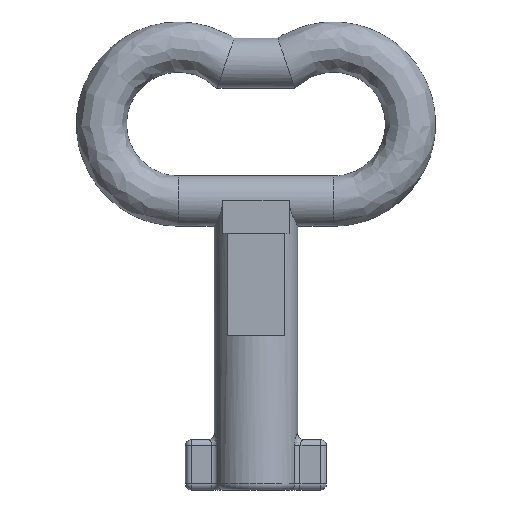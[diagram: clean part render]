
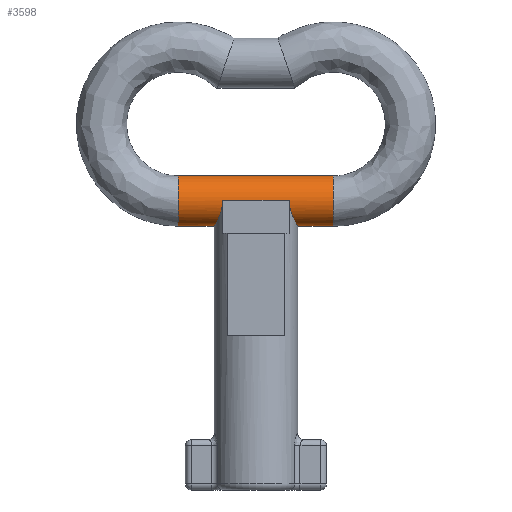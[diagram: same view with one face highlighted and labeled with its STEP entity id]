
A CAD part, front view. The second image highlights one B-rep face of the part: STEP entity #3598.
In plain terms, the highlighted cylindrical face has radius 2.5 mm (diameter 5 mm), a partial arc.
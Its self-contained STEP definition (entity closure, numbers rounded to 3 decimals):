
#11 = CARTESIAN_POINT ( 'NONE',  ( 3.645, -1.986, 27.173 ) ) ;
#21 = DIRECTION ( 'NONE',  ( 1., 0., 0. ) ) ;
#116 = B_SPLINE_CURVE_WITH_KNOTS ( 'NONE', 3,
 ( #2693, #1704, #2722, #556, #2797, #3146, #4237, #2003, #3104, #991, #3941, #1435, #3642, #3894, #3595, #2885 ),
 .UNSPECIFIED., .F., .F.,
 ( 4, 2, 2, 2, 2, 2, 2, 4 ),
 ( 0.004, 0.005, 0.005, 0.006, 0.006, 0.007, 0.007, 0.008 ),
 .UNSPECIFIED. ) ;
#158 = DIRECTION ( 'NONE',  ( 0., 0., 1. ) ) ;
#159 = EDGE_CURVE ( 'NONE', #404, #2794, #1915, .T. ) ;
#179 = CARTESIAN_POINT ( 'NONE',  ( 4.15, 0., 26.2 ) ) ;
#198 = VECTOR ( 'NONE', #2023, 1000. ) ;
#253 = EDGE_CURVE ( 'NONE', #3633, #1520, #3785, .T. ) ;
#311 = EDGE_CURVE ( 'NONE', #4362, #1939, #424, .T. ) ;
#324 = CARTESIAN_POINT ( 'NONE',  ( 3.961, -1.276, 26.525 ) ) ;
#356 = LINE ( 'NONE', #748, #4603 ) ;
#384 = LINE ( 'NONE', #1436, #1886 ) ;
#404 = VERTEX_POINT ( 'NONE', #179 ) ;
#424 = CIRCLE ( 'NONE', #2787, 2.5 ) ;
#474 = CARTESIAN_POINT ( 'NONE',  ( -7.7, 0., 28.7 ) ) ;
#556 = CARTESIAN_POINT ( 'NONE',  ( -3.374, -2.417, 28.038 ) ) ;
#576 = EDGE_CURVE ( 'NONE', #1391, #1939, #3526, .T. ) ;
#711 = CARTESIAN_POINT ( 'NONE',  ( 3.7, -1.883, 27.048 ) ) ;
#718 = B_SPLINE_CURVE_WITH_KNOTS ( 'NONE', 3,
 ( #1555, #1511, #1908, #1582, #4474 ),
 .UNSPECIFIED., .F., .F.,
 ( 4, 1, 4 ),
 ( 0.004, 0.004, 0.004 ),
 .UNSPECIFIED. ) ;
#740 = ORIENTED_EDGE ( 'NONE', *, *, #1247, .T. ) ;
#748 = CARTESIAN_POINT ( 'NONE',  ( -7.7, 0., 26.2 ) ) ;
#771 = LINE ( 'NONE', #2925, #1423 ) ;
#783 = CARTESIAN_POINT ( 'NONE',  ( 3.374, -2.416, 28.037 ) ) ;
#879 = DIRECTION ( 'NONE',  ( 1., 0., 0. ) ) ;
#991 = CARTESIAN_POINT ( 'NONE',  ( -3.807, -1.657, 26.821 ) ) ;
#1089 = CARTESIAN_POINT ( 'NONE',  ( 4.15, -0.17, 26.2 ) ) ;
#1116 = ORIENTED_EDGE ( 'NONE', *, *, #311, .T. ) ;
#1117 = CIRCLE ( 'NONE', #3318, 2.5 ) ;
#1138 = CARTESIAN_POINT ( 'NONE',  ( 3.41, -2.366, 27.877 ) ) ;
#1228 = CARTESIAN_POINT ( 'NONE',  ( 3.312, -2.5, 28.7 ) ) ;
#1247 = EDGE_CURVE ( 'NONE', #1391, #3709, #1117, .T. ) ;
#1391 = VERTEX_POINT ( 'NONE', #2561 ) ;
#1421 = CARTESIAN_POINT ( 'NONE',  ( -3.313, -2.5, 28.733 ) ) ;
#1423 = VECTOR ( 'NONE', #21, 1000. ) ;
#1435 = CARTESIAN_POINT ( 'NONE',  ( -3.954, -1.267, 26.539 ) ) ;
#1436 = CARTESIAN_POINT ( 'NONE',  ( -7.7, -2.498, 28.8 ) ) ;
#1467 = CARTESIAN_POINT ( 'NONE',  ( 3.326, -2.483, 28.363 ) ) ;
#1484 = CARTESIAN_POINT ( 'NONE',  ( 7.7, 0., 26.2 ) ) ;
#1488 = ORIENTED_EDGE ( 'NONE', *, *, #253, .F. ) ;
#1511 = CARTESIAN_POINT ( 'NONE',  ( 3.312, -2.5, 28.717 ) ) ;
#1520 = VERTEX_POINT ( 'NONE', #2630 ) ;
#1555 = CARTESIAN_POINT ( 'NONE',  ( 3.312, -2.5, 28.7 ) ) ;
#1582 = CARTESIAN_POINT ( 'NONE',  ( 3.313, -2.499, 28.783 ) ) ;
#1596 = ORIENTED_EDGE ( 'NONE', *, *, #3447, .T. ) ;
#1616 = EDGE_CURVE ( 'NONE', #2794, #3682, #718, .T. ) ;
#1704 = CARTESIAN_POINT ( 'NONE',  ( -3.312, -2.5, 28.531 ) ) ;
#1713 = ORIENTED_EDGE ( 'NONE', *, *, #159, .F. ) ;
#1781 = CARTESIAN_POINT ( 'NONE',  ( -3.313, -2.499, 28.783 ) ) ;
#1803 = CARTESIAN_POINT ( 'NONE',  ( 4.071, -0.823, 26.334 ) ) ;
#1838 = DIRECTION ( 'NONE',  ( 1., 0., 0. ) ) ;
#1886 = VECTOR ( 'NONE', #1838, 1000. ) ;
#1908 = CARTESIAN_POINT ( 'NONE',  ( 3.313, -2.5, 28.75 ) ) ;
#1915 = B_SPLINE_CURVE_WITH_KNOTS ( 'NONE', 3,
 ( #3584, #1089, #2562, #2872, #1803, #324, #2915, #711, #11, #4359, #2940, #1138, #783, #1467, #3931, #3605 ),
 .UNSPECIFIED., .F., .F.,
 ( 4, 2, 2, 2, 2, 2, 2, 4 ),
 ( 0., 0.001, 0.001, 0.002, 0.003, 0.003, 0.004, 0.004 ),
 .UNSPECIFIED. ) ;
#1939 = VERTEX_POINT ( 'NONE', #2706 ) ;
#1941 = CARTESIAN_POINT ( 'NONE',  ( -3.312, -2.5, 28.7 ) ) ;
#2003 = CARTESIAN_POINT ( 'NONE',  ( -3.647, -1.984, 27.17 ) ) ;
#2023 = DIRECTION ( 'NONE',  ( 1., 0., 0. ) ) ;
#2182 = EDGE_LOOP ( 'NONE', ( #2208, #740, #1596, #2353, #1488, #4121, #3566, #1713, #3335, #1116 ) ) ;
#2208 = ORIENTED_EDGE ( 'NONE', *, *, #576, .F. ) ;
#2260 = DIRECTION ( 'NONE',  ( 1., 0., 0. ) ) ;
#2282 = CARTESIAN_POINT ( 'NONE',  ( -3.314, -2.498, 28.8 ) ) ;
#2319 = CARTESIAN_POINT ( 'NONE',  ( 7.7, 0., 28.7 ) ) ;
#2353 = ORIENTED_EDGE ( 'NONE', *, *, #3870, .F. ) ;
#2378 = FACE_OUTER_BOUND ( 'NONE', #2182, .T. ) ;
#2561 = CARTESIAN_POINT ( 'NONE',  ( -7.7, 0., 31.2 ) ) ;
#2562 = CARTESIAN_POINT ( 'NONE',  ( 4.14, -0.336, 26.217 ) ) ;
#2630 = CARTESIAN_POINT ( 'NONE',  ( -3.312, -2.5, 28.7 ) ) ;
#2663 = CARTESIAN_POINT ( 'NONE',  ( -7.7, 0., 26.2 ) ) ;
#2693 = CARTESIAN_POINT ( 'NONE',  ( -3.312, -2.5, 28.7 ) ) ;
#2706 = CARTESIAN_POINT ( 'NONE',  ( 7.7, 0., 31.2 ) ) ;
#2722 = CARTESIAN_POINT ( 'NONE',  ( -3.326, -2.483, 28.365 ) ) ;
#2787 = AXIS2_PLACEMENT_3D ( 'NONE', #2319, #4429, #158 ) ;
#2794 = VERTEX_POINT ( 'NONE', #1228 ) ;
#2797 = CARTESIAN_POINT ( 'NONE',  ( -3.41, -2.367, 27.879 ) ) ;
#2828 = DIRECTION ( 'NONE',  ( 0., 0., -1. ) ) ;
#2872 = CARTESIAN_POINT ( 'NONE',  ( 4.1, -0.662, 26.283 ) ) ;
#2885 = CARTESIAN_POINT ( 'NONE',  ( -4.15, 0., 26.2 ) ) ;
#2915 = CARTESIAN_POINT ( 'NONE',  ( 3.859, -1.547, 26.71 ) ) ;
#2925 = CARTESIAN_POINT ( 'NONE',  ( -7.7, 0., 26.2 ) ) ;
#2940 = CARTESIAN_POINT ( 'NONE',  ( 3.494, -2.24, 27.579 ) ) ;
#3012 = EDGE_CURVE ( 'NONE', #3633, #3682, #384, .T. ) ;
#3052 = CYLINDRICAL_SURFACE ( 'NONE', #4453, 2.5 ) ;
#3062 = VERTEX_POINT ( 'NONE', #4304 ) ;
#3104 = CARTESIAN_POINT ( 'NONE',  ( -3.7, -1.883, 27.047 ) ) ;
#3134 = DIRECTION ( 'NONE',  ( 1., 0., 0. ) ) ;
#3146 = CARTESIAN_POINT ( 'NONE',  ( -3.494, -2.241, 27.579 ) ) ;
#3166 = CARTESIAN_POINT ( 'NONE',  ( -7.7, 0., 31.2 ) ) ;
#3318 = AXIS2_PLACEMENT_3D ( 'NONE', #4597, #3134, #2828 ) ;
#3335 = ORIENTED_EDGE ( 'NONE', *, *, #3433, .T. ) ;
#3433 = EDGE_CURVE ( 'NONE', #404, #4362, #356, .T. ) ;
#3447 = EDGE_CURVE ( 'NONE', #3709, #3062, #771, .T. ) ;
#3526 = LINE ( 'NONE', #3166, #198 ) ;
#3566 = ORIENTED_EDGE ( 'NONE', *, *, #1616, .F. ) ;
#3584 = CARTESIAN_POINT ( 'NONE',  ( 4.15, 0., 26.2 ) ) ;
#3595 = CARTESIAN_POINT ( 'NONE',  ( -4.15, -0.338, 26.2 ) ) ;
#3598 = ADVANCED_FACE ( 'NONE', ( #2378 ), #3052, .T. ) ;
#3605 = CARTESIAN_POINT ( 'NONE',  ( 3.312, -2.5, 28.7 ) ) ;
#3633 = VERTEX_POINT ( 'NONE', #2282 ) ;
#3642 = CARTESIAN_POINT ( 'NONE',  ( -3.998, -1.125, 26.461 ) ) ;
#3682 = VERTEX_POINT ( 'NONE', #4468 ) ;
#3709 = VERTEX_POINT ( 'NONE', #2663 ) ;
#3785 = B_SPLINE_CURVE_WITH_KNOTS ( 'NONE', 3,
 ( #4289, #1781, #4666, #1421, #4315, #1941 ),
 .UNSPECIFIED., .F., .F.,
 ( 4, 2, 4 ),
 ( 0.004, 0.004, 0.004 ),
 .UNSPECIFIED. ) ;
#3870 = EDGE_CURVE ( 'NONE', #1520, #3062, #116, .T. ) ;
#3894 = CARTESIAN_POINT ( 'NONE',  ( -4.108, -0.669, 26.269 ) ) ;
#3931 = CARTESIAN_POINT ( 'NONE',  ( 3.312, -2.5, 28.531 ) ) ;
#3941 = CARTESIAN_POINT ( 'NONE',  ( -3.859, -1.532, 26.718 ) ) ;
#4121 = ORIENTED_EDGE ( 'NONE', *, *, #3012, .T. ) ;
#4157 = DIRECTION ( 'NONE',  ( 0., 0., -1. ) ) ;
#4237 = CARTESIAN_POINT ( 'NONE',  ( -3.543, -2.163, 27.436 ) ) ;
#4289 = CARTESIAN_POINT ( 'NONE',  ( -3.314, -2.498, 28.8 ) ) ;
#4304 = CARTESIAN_POINT ( 'NONE',  ( -4.15, 0., 26.2 ) ) ;
#4315 = CARTESIAN_POINT ( 'NONE',  ( -3.312, -2.5, 28.717 ) ) ;
#4359 = CARTESIAN_POINT ( 'NONE',  ( 3.542, -2.164, 27.438 ) ) ;
#4362 = VERTEX_POINT ( 'NONE', #1484 ) ;
#4429 = DIRECTION ( 'NONE',  ( -1., 0., 0. ) ) ;
#4453 = AXIS2_PLACEMENT_3D ( 'NONE', #474, #879, #4157 ) ;
#4468 = CARTESIAN_POINT ( 'NONE',  ( 3.314, -2.498, 28.8 ) ) ;
#4474 = CARTESIAN_POINT ( 'NONE',  ( 3.314, -2.498, 28.8 ) ) ;
#4597 = CARTESIAN_POINT ( 'NONE',  ( -7.7, 0., 28.7 ) ) ;
#4603 = VECTOR ( 'NONE', #2260, 1000. ) ;
#4666 = CARTESIAN_POINT ( 'NONE',  ( -3.313, -2.499, 28.767 ) ) ;
